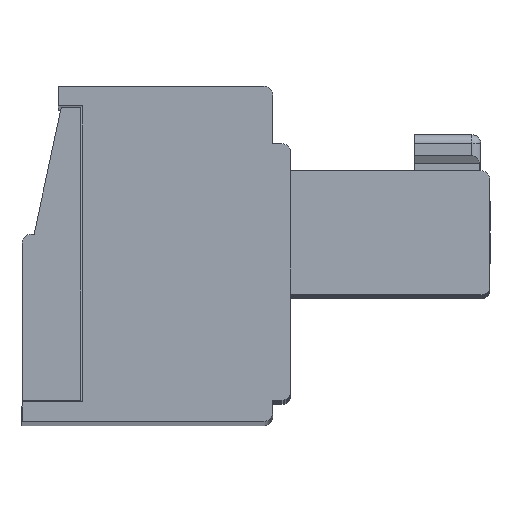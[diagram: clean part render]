
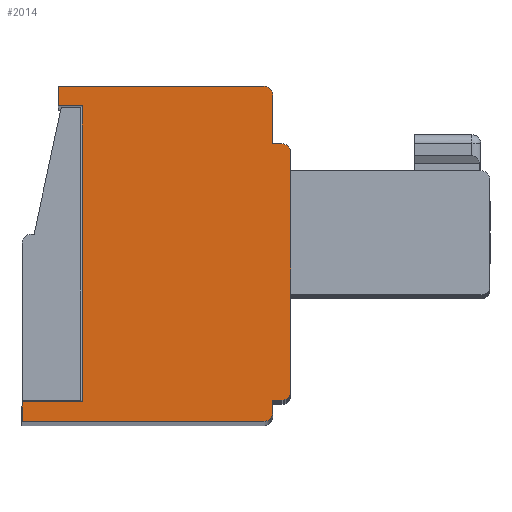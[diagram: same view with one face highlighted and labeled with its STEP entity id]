
A CAD part, top view. The second image highlights one B-rep face of the part: STEP entity #2014.
In plain terms, the highlighted planar face has unit normal (0, 0, 1).
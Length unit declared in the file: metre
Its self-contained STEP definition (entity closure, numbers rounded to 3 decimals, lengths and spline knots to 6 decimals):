
#2014=ADVANCED_FACE('',(#5466),#5467,.F.);
#5466=FACE_OUTER_BOUND('',#10520,.T.);
#5467=PLANE('',#10521);
#10520=EDGE_LOOP('',(#16691,#16692,#16693,#16694,#16695,#16696,#16697,#16698,#16699,#16700,#16701,#16702,#16703,#16704,#16705,#16706));
#10521=AXIS2_PLACEMENT_3D('',#16707,#16708,#16709);
#16691=ORIENTED_EDGE('',*,*,#30401,.T.);
#16692=ORIENTED_EDGE('',*,*,#30402,.T.);
#16693=ORIENTED_EDGE('',*,*,#30403,.T.);
#16694=ORIENTED_EDGE('',*,*,#30390,.T.);
#16695=ORIENTED_EDGE('',*,*,#30404,.T.);
#16696=ORIENTED_EDGE('',*,*,#30405,.F.);
#16697=ORIENTED_EDGE('',*,*,#30406,.T.);
#16698=ORIENTED_EDGE('',*,*,#30407,.T.);
#16699=ORIENTED_EDGE('',*,*,#30408,.T.);
#16700=ORIENTED_EDGE('',*,*,#30409,.T.);
#16701=ORIENTED_EDGE('',*,*,#30410,.T.);
#16702=ORIENTED_EDGE('',*,*,#30411,.T.);
#16703=ORIENTED_EDGE('',*,*,#30412,.T.);
#16704=ORIENTED_EDGE('',*,*,#30413,.F.);
#16705=ORIENTED_EDGE('',*,*,#30414,.T.);
#16706=ORIENTED_EDGE('',*,*,#30415,.T.);
#16707=CARTESIAN_POINT('',(0.013673,0.00851,0.071988));
#16708=DIRECTION('',(0.,0.,-1.0));
#16709=DIRECTION('',(0.0,-1.0,0.));
#30390=EDGE_CURVE('',#36672,#36670,#36673,.T.);
#30401=EDGE_CURVE('',#36689,#36690,#36691,.T.);
#30402=EDGE_CURVE('',#36690,#36692,#36693,.T.);
#30403=EDGE_CURVE('',#36692,#36672,#36694,.T.);
#30404=EDGE_CURVE('',#36670,#36695,#36696,.T.);
#30405=EDGE_CURVE('',#36697,#36695,#36698,.T.);
#30406=EDGE_CURVE('',#36697,#36699,#36700,.T.);
#30407=EDGE_CURVE('',#36699,#36701,#36702,.T.);
#30408=EDGE_CURVE('',#36701,#36703,#36704,.T.);
#30409=EDGE_CURVE('',#36703,#36705,#36706,.T.);
#30410=EDGE_CURVE('',#36705,#36707,#36708,.T.);
#30411=EDGE_CURVE('',#36707,#36709,#36710,.T.);
#30412=EDGE_CURVE('',#36709,#36711,#36712,.T.);
#30413=EDGE_CURVE('',#36713,#36711,#36714,.T.);
#30414=EDGE_CURVE('',#36713,#36715,#36716,.T.);
#30415=EDGE_CURVE('',#36715,#36689,#36717,.T.);
#36670=VERTEX_POINT('',#46335);
#36672=VERTEX_POINT('',#46338);
#36673=LINE('',#46339,#46340);
#36689=VERTEX_POINT('',#46360);
#36690=VERTEX_POINT('',#46361);
#36691=LINE('',#46362,#46363);
#36692=VERTEX_POINT('',#46364);
#36693=CIRCLE('',#46365,0.0003);
#36694=LINE('',#46366,#46367);
#36695=VERTEX_POINT('',#46368);
#36696=CIRCLE('',#46369,0.0003);
#36697=VERTEX_POINT('',#46370);
#36698=LINE('',#46371,#46372);
#36699=VERTEX_POINT('',#46373);
#36700=CIRCLE('',#46374,0.0003);
#36701=VERTEX_POINT('',#46375);
#36702=LINE('',#46376,#46377);
#36703=VERTEX_POINT('',#46378);
#36704=LINE('',#46379,#46380);
#36705=VERTEX_POINT('',#46381);
#36706=CIRCLE('',#46382,0.0003);
#36707=VERTEX_POINT('',#46383);
#36708=LINE('',#46384,#46385);
#36709=VERTEX_POINT('',#46386);
#36710=LINE('',#46387,#46388);
#36711=VERTEX_POINT('',#46389);
#36712=LINE('',#46390,#46391);
#36713=VERTEX_POINT('',#46392);
#36714=LINE('',#46393,#46394);
#36715=VERTEX_POINT('',#46395);
#36716=LINE('',#46396,#46397);
#36717=LINE('',#46398,#46399);
#46335=CARTESIAN_POINT('',(0.007073,0.00121,0.071988));
#46338=CARTESIAN_POINT('',(0.006773,0.00121,0.071988));
#46339=CARTESIAN_POINT('',(0.013673,0.00121,0.071988));
#46340=VECTOR('',#56699,1.0);
#46360=CARTESIAN_POINT('',(-0.001527,0.00051,0.071988));
#46361=CARTESIAN_POINT('',(0.006473,0.00051,0.071988));
#46362=CARTESIAN_POINT('',(0.013673,0.00051,0.071988));
#46363=VECTOR('',#56713,1.0);
#46364=CARTESIAN_POINT('',(0.006773,0.00081,0.071988));
#46365=AXIS2_PLACEMENT_3D('',#56714,#56715,#56716);
#46366=CARTESIAN_POINT('',(0.006773,0.00851,0.071988));
#46367=VECTOR('',#56717,1.0);
#46368=CARTESIAN_POINT('',(0.007373,0.00151,0.071988));
#46369=AXIS2_PLACEMENT_3D('',#56718,#56719,#56720);
#46370=CARTESIAN_POINT('',(0.007373,0.00941,0.071988));
#46371=CARTESIAN_POINT('',(0.007373,0.00941,0.071988));
#46372=VECTOR('',#56721,1.0);
#46373=CARTESIAN_POINT('',(0.007073,0.00971,0.071988));
#46374=AXIS2_PLACEMENT_3D('',#56722,#56723,#56724);
#46375=CARTESIAN_POINT('',(0.006773,0.00971,0.071988));
#46376=CARTESIAN_POINT('',(0.006773,0.00971,0.071988));
#46377=VECTOR('',#56725,1.0);
#46378=CARTESIAN_POINT('',(0.006773,0.01131,0.071988));
#46379=CARTESIAN_POINT('',(0.006773,0.00851,0.071988));
#46380=VECTOR('',#56726,1.0);
#46381=CARTESIAN_POINT('',(0.006473,0.01161,0.071988));
#46382=AXIS2_PLACEMENT_3D('',#56727,#56728,#56729);
#46383=CARTESIAN_POINT('',(-0.000327,0.01161,0.071988));
#46384=CARTESIAN_POINT('',(0.013673,0.01161,0.071988));
#46385=VECTOR('',#56730,1.0);
#46386=CARTESIAN_POINT('',(-0.000327,0.01096,0.071988));
#46387=CARTESIAN_POINT('',(-0.000327,0.00851,0.071988));
#46388=VECTOR('',#56731,1.0);
#46389=CARTESIAN_POINT('',(0.000473,0.01096,0.071988));
#46390=CARTESIAN_POINT('',(0.013673,0.01096,0.071988));
#46391=VECTOR('',#56732,1.0);
#46392=CARTESIAN_POINT('',(0.000473,0.00116,0.071988));
#46393=CARTESIAN_POINT('',(0.000473,0.00116,0.071988));
#46394=VECTOR('',#56733,1.0);
#46395=CARTESIAN_POINT('',(-0.001527,0.00116,0.071988));
#46396=CARTESIAN_POINT('',(0.013673,0.00116,0.071988));
#46397=VECTOR('',#56734,1.0);
#46398=CARTESIAN_POINT('',(-0.001527,0.00851,0.071988));
#46399=VECTOR('',#56735,1.0);
#56699=DIRECTION('',(1.0,0.,0.));
#56713=DIRECTION('',(1.0,0.,0.));
#56714=CARTESIAN_POINT('',(0.006473,0.00081,0.071988));
#56715=DIRECTION('',(0.,0.,1.0));
#56716=DIRECTION('',(-1.0,0.,0.));
#56717=DIRECTION('',(0.,1.0,0.));
#56718=CARTESIAN_POINT('',(0.007073,0.00151,0.071988));
#56719=DIRECTION('',(0.,0.,1.0));
#56720=DIRECTION('',(-1.0,0.,0.));
#56721=DIRECTION('',(0.,-1.0,0.0));
#56722=CARTESIAN_POINT('',(0.007073,0.00941,0.071988));
#56723=DIRECTION('',(0.,0.,1.0));
#56724=DIRECTION('',(-1.0,0.0,0.));
#56725=DIRECTION('',(-1.0,0.,0.));
#56726=DIRECTION('',(0.,1.0,0.));
#56727=CARTESIAN_POINT('',(0.006473,0.01131,0.071988));
#56728=DIRECTION('',(0.,0.,1.0));
#56729=DIRECTION('',(-1.0,0.,0.));
#56730=DIRECTION('',(-1.0,0.,0.));
#56731=DIRECTION('',(0.,-1.0,0.));
#56732=DIRECTION('',(1.0,0.,0.));
#56733=DIRECTION('',(0.,1.0,0.0));
#56734=DIRECTION('',(-1.0,0.,0.));
#56735=DIRECTION('',(0.,-1.0,0.));
